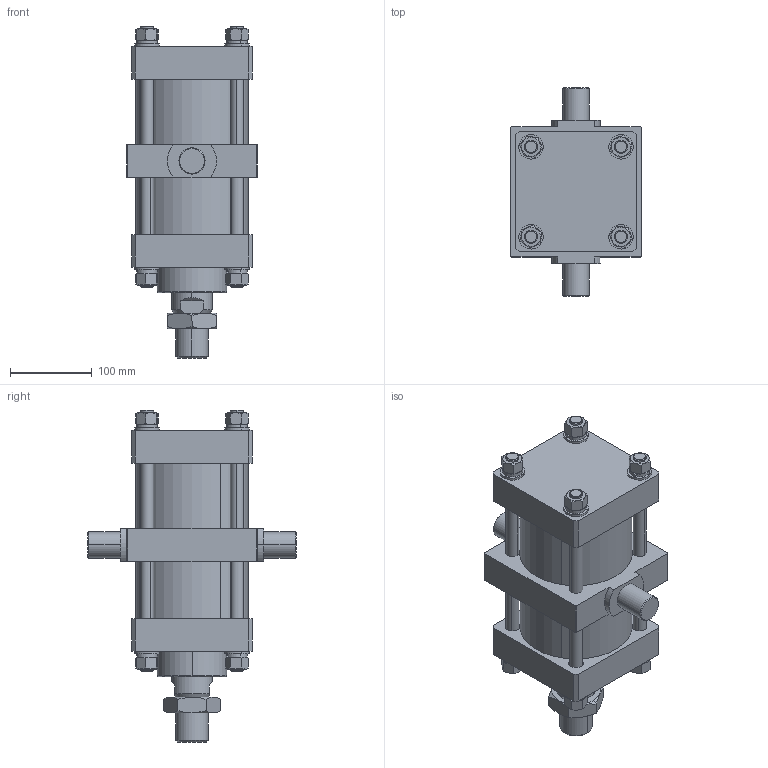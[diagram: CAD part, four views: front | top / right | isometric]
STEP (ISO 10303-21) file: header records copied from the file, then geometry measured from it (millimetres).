
FILE_DESCRIPTION (( 'STEP AP203' ), '1' );
FILE_NAME ('MOB-125-50-100-TC.STEP', '2021-04-28T06:57:05', ( '微软用户' ), ( '微软中国' ), 'SwSTEP 2.0', 'SolidWorks 2012', '' );
FILE_SCHEMA (( 'CONFIG_CONTROL_DESIGN' ));
Length unit declared in the file: millimetre
Products named in the file (12): MOB-125-50-100掛极; MOB-125-50-100-TC; MOB-125-50-100綴裔; MOB-125-50-100前盖; MOB-125-50-100活塞杆; MOB-125-50-100-TC嶺裝1; hex thin nuts grades ab gb_GB_FASTENER_NUT_STNABTT  B M39X3.0-N; plain washers--product grade c gb_GB_FASTENER_WASHER_SMWC 16; spring lock washers--normal type gb_GB_FASTENER_WASHER_SW 16; hex nuts 1-fine pitch-grades ab gb_GB_FASTENER_NUT_SNAB1XY M16X1.5-N; MOB-125-50-100-TC嫉粣; MOB-125-50-100-TC嶺裝2
Assembly tree (38 placements, depth 2):
  MOB-125-50-100-TC
    MOB-125-50-100掛极
    MOB-125-50-100綴裔
    MOB-125-50-100前盖
    MOB-125-50-100活塞杆
    MOB-125-50-100-TC嶺裝1  x4
    hex thin nuts grades ab gb_GB_FASTENER_NUT_STNABTT  B M39X3.0-N
    plain washers--product grade c gb_GB_FASTENER_WASHER_SMWC 16  x8
    spring lock washers--normal type gb_GB_FASTENER_WASHER_SW 16  x8
    hex nuts 1-fine pitch-grades ab gb_GB_FASTENER_NUT_SNAB1XY M16X1.5-N  x8
    MOB-125-50-100-TC嫉粣
    MOB-125-50-100-TC嶺裝2  x4
Bounding box: 159 x 255 x 406 mm (x, y, z)
Volume: 4294162.2 mm3; surface area: 631701.2 mm2
Topology: 38 solids, 38 shells, 519 faces, 1153 edges, 720 vertices
Faces by surface type: plane 190, cylinder 182, cone 133, torus 14
Entity records: 9247 total; most frequent: CARTESIAN_POINT 1640, DIRECTION 1295, ORIENTED_EDGE 1074, EDGE_CURVE 537, AXIS2_PLACEMENT_3D 525, VERTEX_POINT 336, EDGE_LOOP 283, CIRCLE 251
